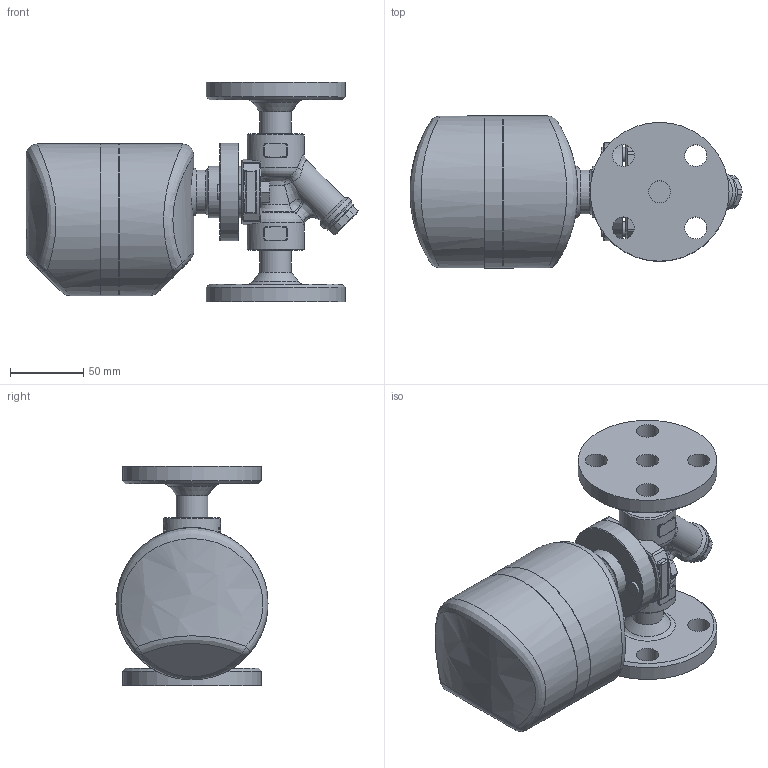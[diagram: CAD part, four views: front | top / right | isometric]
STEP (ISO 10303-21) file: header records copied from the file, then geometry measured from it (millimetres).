
FILE_DESCRIPTION((''),'2;1');
FILE_NAME('fs500-015-jis10-00.stp','2010-10-26T13:04:28',('nakaot'),(''),'Autodesk Inventor 2008','Autodesk Inventor 2008','');
FILE_SCHEMA(('AUTOMOTIVE_DESIGN { 1 0 10303 214 1 1 1 1 }'));
Length unit declared in the file: millimetre
Products named in the file (1): fs500-015-jis10-00
Bounding box: 227.06 x 104 x 150 mm (x, y, z)
Volume: 1226541.3 mm3; surface area: 144062.8 mm2
Topology: 4 solids, 4 shells, 362 faces, 853 edges, 507 vertices
Faces by surface type: cylinder 108, bspline 101, plane 92, cone 33, torus 20, sphere 8
Full cylindrical faces by diameter (mm): 10 x2, 10.5 x1, 15 x5, 17 x1, 21.7 x1, 23 x1, 25 x1, 27 x1, 30 x1, 33 x1, 35 x3, 39 x2, 60 x2, 67 x1, 95 x1, 104 x2
Entity records: 16227 total; most frequent: CARTESIAN_POINT 8745, ORIENTED_EDGE 1528, DIRECTION 1456, EDGE_CURVE 764, AXIS2_PLACEMENT_3D 608, VERTEX_POINT 491, EDGE_LOOP 465, FACE_OUTER_BOUND 362
